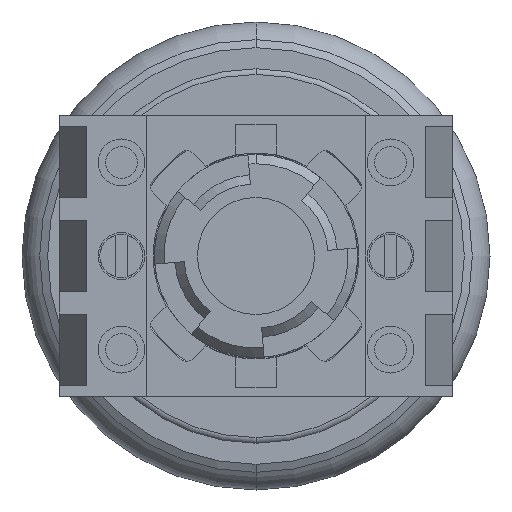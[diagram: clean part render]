
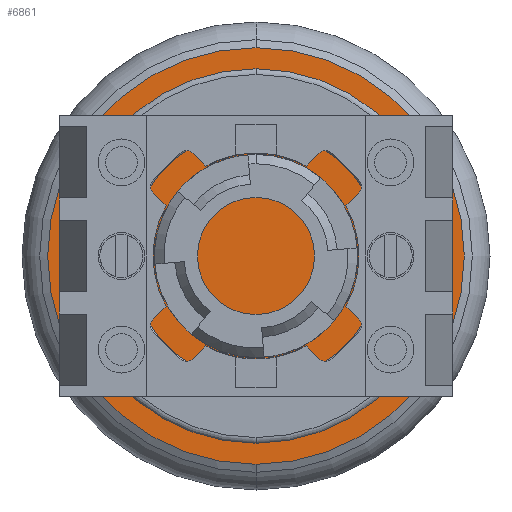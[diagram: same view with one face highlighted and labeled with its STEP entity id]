
A CAD part, front view. The second image highlights one B-rep face of the part: STEP entity #6861.
In plain terms, the highlighted planar face has unit normal (0, -1, 0).
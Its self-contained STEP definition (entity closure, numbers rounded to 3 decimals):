
#408 = EDGE_LOOP ( 'NONE', ( #5840, #4359 ) ) ;
#636 = VERTEX_POINT ( 'NONE', #4967 ) ;
#896 = DIRECTION ( 'NONE',  ( 0., -1., 0. ) ) ;
#1492 = DIRECTION ( 'NONE',  ( 0., 1., 0. ) ) ;
#1496 = DIRECTION ( 'NONE',  ( 0., 1., 0. ) ) ;
#2417 = AXIS2_PLACEMENT_3D ( 'NONE', #4775, #1492, #5307 ) ;
#2581 = CIRCLE ( 'NONE', #4704, 22.25 ) ;
#2928 = AXIS2_PLACEMENT_3D ( 'NONE', #6839, #896, #4719 ) ;
#3076 = FACE_OUTER_BOUND ( 'NONE', #408, .T. ) ;
#3179 = EDGE_CURVE ( 'NONE', #5749, #636, #2581, .T. ) ;
#3398 = CIRCLE ( 'NONE', #2417, 22.25 ) ;
#3589 = PLANE ( 'NONE',  #2928 ) ;
#4359 = ORIENTED_EDGE ( 'NONE', *, *, #3179, .F. ) ;
#4704 = AXIS2_PLACEMENT_3D ( 'NONE', #4777, #1496, #5308 ) ;
#4719 = DIRECTION ( 'NONE',  ( 0., 0., -1. ) ) ;
#4775 = CARTESIAN_POINT ( 'NONE',  ( 0., 0., 0. ) ) ;
#4777 = CARTESIAN_POINT ( 'NONE',  ( 0., 0., 0. ) ) ;
#4967 = CARTESIAN_POINT ( 'NONE',  ( 0., 0., 22.25 ) ) ;
#4986 = CARTESIAN_POINT ( 'NONE',  ( 0., 0., -22.25 ) ) ;
#5307 = DIRECTION ( 'NONE',  ( 0., 0., 1. ) ) ;
#5308 = DIRECTION ( 'NONE',  ( 0., 0., 1. ) ) ;
#5531 = EDGE_CURVE ( 'NONE', #636, #5749, #3398, .T. ) ;
#5749 = VERTEX_POINT ( 'NONE', #4986 ) ;
#5840 = ORIENTED_EDGE ( 'NONE', *, *, #5531, .F. ) ;
#6839 = CARTESIAN_POINT ( 'NONE',  ( -22.25, 0., 0. ) ) ;
#6861 = ADVANCED_FACE ( 'NONE', ( #3076 ), #3589, .T. ) ;
